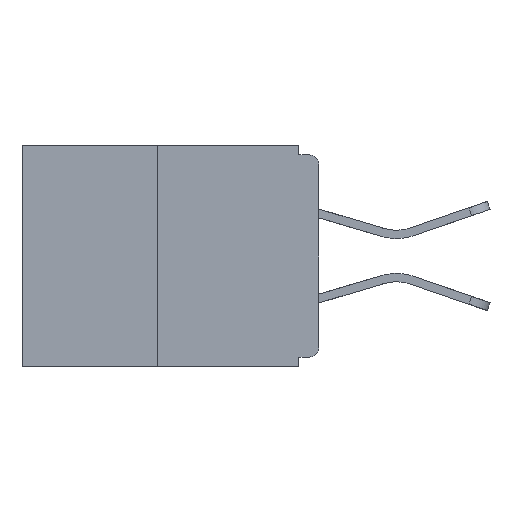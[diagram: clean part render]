
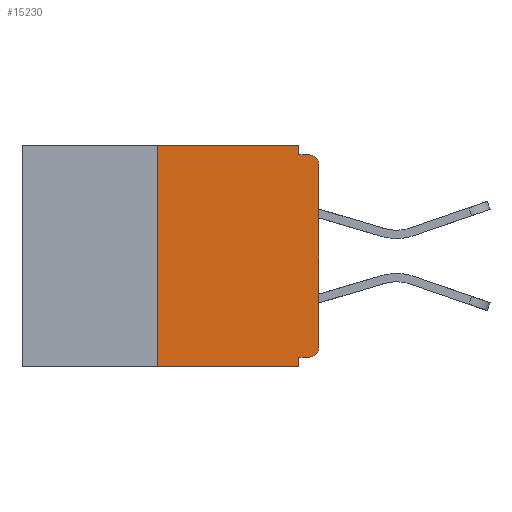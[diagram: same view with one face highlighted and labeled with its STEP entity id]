
A CAD part, left-side view. The second image highlights one B-rep face of the part: STEP entity #15230.
In plain terms, the highlighted planar face has unit normal (-1, 0, 0).
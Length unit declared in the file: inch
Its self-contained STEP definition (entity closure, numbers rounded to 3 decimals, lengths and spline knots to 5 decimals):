
#68 = DIRECTION ( 'NONE',  ( 0., 0., -1. ) ) ;
#165 = ORIENTED_EDGE ( 'NONE', *, *, #11196, .T. ) ;
#418 = VERTEX_POINT ( 'NONE', #1996 ) ;
#807 = ORIENTED_EDGE ( 'NONE', *, *, #1933, .T. ) ;
#976 = LINE ( 'NONE', #15813, #3980 ) ;
#1162 = ORIENTED_EDGE ( 'NONE', *, *, #12681, .T. ) ;
#1177 = ORIENTED_EDGE ( 'NONE', *, *, #5379, .F. ) ;
#1224 = VERTEX_POINT ( 'NONE', #15365 ) ;
#1448 = CARTESIAN_POINT ( 'NONE',  ( 0., 0.031, -0.343 ) ) ;
#1510 = EDGE_LOOP ( 'NONE', ( #15686, #4059, #12492, #10097, #1177, #165, #1162, #807, #3098, #8087 ) ) ;
#1694 = DIRECTION ( 'NONE',  ( -1., 0., 0. ) ) ;
#1814 = CARTESIAN_POINT ( 'NONE',  ( 0., 0.031, -0.343 ) ) ;
#1933 = EDGE_CURVE ( 'NONE', #4248, #14784, #5773, .T. ) ;
#1996 = CARTESIAN_POINT ( 'NONE',  ( 0., 0., -0.313 ) ) ;
#2294 = VECTOR ( 'NONE', #14185, 39.37008 ) ;
#2301 = CIRCLE ( 'NONE', #6131, 0.015 ) ;
#2346 = EDGE_CURVE ( 'NONE', #4950, #14784, #12707, .T. ) ;
#2367 = EDGE_CURVE ( 'NONE', #5590, #15907, #11716, .T. ) ;
#2538 = DIRECTION ( 'NONE',  ( 1., 0., 0. ) ) ;
#2620 = VECTOR ( 'NONE', #2970, 39.37008 ) ;
#2858 = VERTEX_POINT ( 'NONE', #11742 ) ;
#2970 = DIRECTION ( 'NONE',  ( 0., 0., 1. ) ) ;
#3098 = ORIENTED_EDGE ( 'NONE', *, *, #2346, .F. ) ;
#3327 = VERTEX_POINT ( 'NONE', #10472 ) ;
#3357 = CARTESIAN_POINT ( 'NONE',  ( 0., 0.25, 0. ) ) ;
#3395 = LINE ( 'NONE', #7122, #11481 ) ;
#3401 = EDGE_CURVE ( 'NONE', #3327, #8422, #4621, .T. ) ;
#3435 = DIRECTION ( 'NONE',  ( 0., 1., 0. ) ) ;
#3755 = CARTESIAN_POINT ( 'NONE',  ( 0., 0.46, 0. ) ) ;
#3980 = VECTOR ( 'NONE', #8312, 39.37008 ) ;
#4059 = ORIENTED_EDGE ( 'NONE', *, *, #3401, .F. ) ;
#4248 = VERTEX_POINT ( 'NONE', #8508 ) ;
#4505 = LINE ( 'NONE', #15174, #2294 ) ;
#4621 = LINE ( 'NONE', #12955, #2620 ) ;
#4718 = EDGE_CURVE ( 'NONE', #3327, #15907, #10918, .T. ) ;
#4950 = VERTEX_POINT ( 'NONE', #14681 ) ;
#5379 = EDGE_CURVE ( 'NONE', #1224, #5590, #3395, .T. ) ;
#5590 = VERTEX_POINT ( 'NONE', #6930 ) ;
#5773 = CIRCLE ( 'NONE', #11315, 0.015 ) ;
#5964 = PLANE ( 'NONE',  #12642 ) ;
#6070 = EDGE_CURVE ( 'NONE', #8422, #2858, #14182, .T. ) ;
#6131 = AXIS2_PLACEMENT_3D ( 'NONE', #14297, #1694, #9273 ) ;
#6930 = CARTESIAN_POINT ( 'NONE',  ( 0., 0.031, -0.328 ) ) ;
#7122 = CARTESIAN_POINT ( 'NONE',  ( 0., 0., -0.328 ) ) ;
#8087 = ORIENTED_EDGE ( 'NONE', *, *, #9675, .F. ) ;
#8190 = DIRECTION ( 'NONE',  ( 0., -1., 0. ) ) ;
#8296 = CARTESIAN_POINT ( 'NONE',  ( 0., 0., -0.015 ) ) ;
#8312 = DIRECTION ( 'NONE',  ( 0., 0., -1. ) ) ;
#8422 = VERTEX_POINT ( 'NONE', #3357 ) ;
#8508 = CARTESIAN_POINT ( 'NONE',  ( 0., 0., -0.03 ) ) ;
#8908 = DIRECTION ( 'NONE',  ( 0., 0., -1. ) ) ;
#9142 = CARTESIAN_POINT ( 'NONE',  ( 0., 0.015, -0.015 ) ) ;
#9273 = DIRECTION ( 'NONE',  ( 0., 0., -1. ) ) ;
#9675 = EDGE_CURVE ( 'NONE', #2858, #4950, #976, .T. ) ;
#9968 = DIRECTION ( 'NONE',  ( -1., 0., 0. ) ) ;
#10097 = ORIENTED_EDGE ( 'NONE', *, *, #2367, .F. ) ;
#10179 = DIRECTION ( 'NONE',  ( 0., -1., 0. ) ) ;
#10472 = CARTESIAN_POINT ( 'NONE',  ( 0., 0.25, -0.343 ) ) ;
#10711 = VECTOR ( 'NONE', #10179, 39.37008 ) ;
#10918 = LINE ( 'NONE', #13892, #10711 ) ;
#11196 = EDGE_CURVE ( 'NONE', #1224, #418, #2301, .T. ) ;
#11293 = CARTESIAN_POINT ( 'NONE',  ( 0., 0.015, -0.03 ) ) ;
#11315 = AXIS2_PLACEMENT_3D ( 'NONE', #11293, #9968, #68 ) ;
#11481 = VECTOR ( 'NONE', #3435, 39.37008 ) ;
#11716 = LINE ( 'NONE', #1814, #13125 ) ;
#11742 = CARTESIAN_POINT ( 'NONE',  ( 0., 0.031, 0. ) ) ;
#11801 = DIRECTION ( 'NONE',  ( 0., -1., 0. ) ) ;
#11893 = VECTOR ( 'NONE', #8190, 39.37008 ) ;
#11923 = DIRECTION ( 'NONE',  ( 0., 0., -1. ) ) ;
#12435 = VECTOR ( 'NONE', #11801, 39.37008 ) ;
#12492 = ORIENTED_EDGE ( 'NONE', *, *, #4718, .T. ) ;
#12642 = AXIS2_PLACEMENT_3D ( 'NONE', #3755, #2538, #8908 ) ;
#12681 = EDGE_CURVE ( 'NONE', #418, #4248, #4505, .T. ) ;
#12707 = LINE ( 'NONE', #8296, #11893 ) ;
#12955 = CARTESIAN_POINT ( 'NONE',  ( 0., 0.25, 0. ) ) ;
#13125 = VECTOR ( 'NONE', #11923, 39.37008 ) ;
#13172 = CARTESIAN_POINT ( 'NONE',  ( 0., 0.46, 0. ) ) ;
#13892 = CARTESIAN_POINT ( 'NONE',  ( 0., 0.46, -0.343 ) ) ;
#14182 = LINE ( 'NONE', #13172, #12435 ) ;
#14185 = DIRECTION ( 'NONE',  ( 0., 0., 1. ) ) ;
#14297 = CARTESIAN_POINT ( 'NONE',  ( 0., 0.015, -0.313 ) ) ;
#14681 = CARTESIAN_POINT ( 'NONE',  ( 0., 0.031, -0.015 ) ) ;
#14784 = VERTEX_POINT ( 'NONE', #9142 ) ;
#15174 = CARTESIAN_POINT ( 'NONE',  ( 0., 0., 0. ) ) ;
#15230 = ADVANCED_FACE ( 'NONE', ( #15521 ), #5964, .F. ) ;
#15365 = CARTESIAN_POINT ( 'NONE',  ( 0., 0.015, -0.328 ) ) ;
#15521 = FACE_OUTER_BOUND ( 'NONE', #1510, .T. ) ;
#15686 = ORIENTED_EDGE ( 'NONE', *, *, #6070, .F. ) ;
#15813 = CARTESIAN_POINT ( 'NONE',  ( 0., 0.031, 0. ) ) ;
#15907 = VERTEX_POINT ( 'NONE', #1448 ) ;
